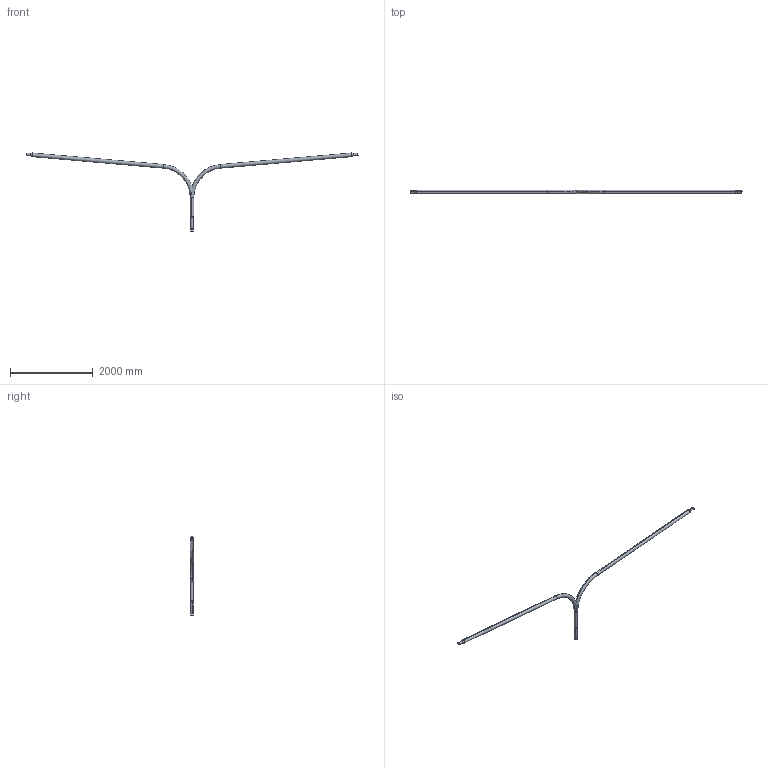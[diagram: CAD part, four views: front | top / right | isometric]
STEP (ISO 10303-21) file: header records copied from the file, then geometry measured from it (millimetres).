
FILE_DESCRIPTION (( 'STEP AP214' ), '1' );
FILE_NAME ('130250KXXX T140CK 4608007 T-KARTIOVARSI_3D.step', '2022-05-29T11:57:19', ( '' ), ( '' ), 'SwSTEP 2.0', 'SolidWorks 2021', '' );
FILE_SCHEMA (( 'AUTOMOTIVE_DESIGN' ));
Length unit declared in the file: millimetre
Products named in the file (3): T-VARREN LYHYEMPI AIHIO_T140CK; 130250KXXX T140CK 4608007 T-KARTIOVARSI_3D; T-VARREN PIDEMPI AIHIO_T140CK
Assembly tree (2 placements, depth 2):
  130250KXXX T140CK 4608007 T-KARTIOVARSI_3D
    T-VARREN PIDEMPI AIHIO_T140CK
    T-VARREN LYHYEMPI AIHIO_T140CK
Bounding box: 8005.29 x 88.9 x 1881.28 mm (x, y, z)
Volume: 7706544.3 mm3; surface area: 5040949 mm2
Topology: 2 solids, 2 shells, 68 faces, 160 edges, 94 vertices
Faces by surface type: cylinder 30, torus 22, plane 9, bspline 5, cone 2
Entity records: 5073 total; most frequent: CARTESIAN_POINT 3377, DIRECTION 372, ORIENTED_EDGE 320, AXIS2_PLACEMENT_3D 162, EDGE_CURVE 160, CIRCLE 94, VERTEX_POINT 94, EDGE_LOOP 72
